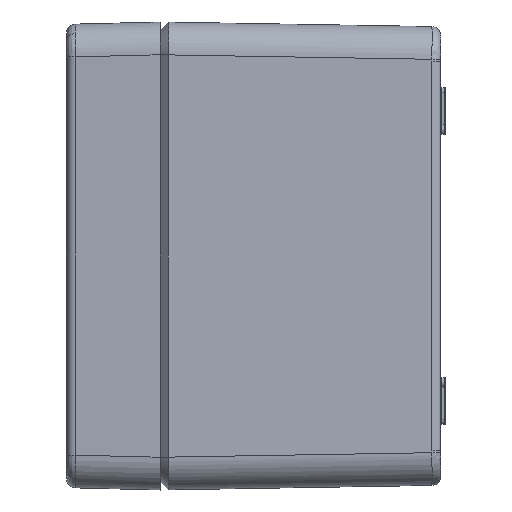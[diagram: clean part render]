
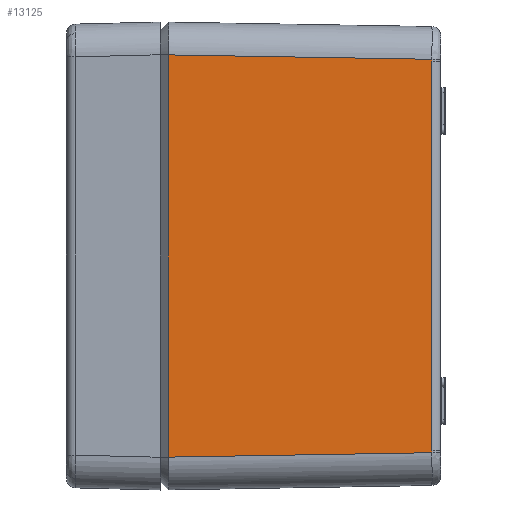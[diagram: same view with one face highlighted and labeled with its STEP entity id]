
A CAD part, left-side view. The second image highlights one B-rep face of the part: STEP entity #13125.
In plain terms, the highlighted planar face has unit normal (-1, -0.017, 0).
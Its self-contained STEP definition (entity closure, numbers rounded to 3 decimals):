
#466=B_SPLINE_CURVE_WITH_KNOTS('',3,(#37714,#37715,#37716,#37717),
 .UNSPECIFIED.,.F.,.F.,(4,4),(0.,0.),.UNSPECIFIED.);
#467=B_SPLINE_CURVE_WITH_KNOTS('',3,(#37721,#37722,#37723,#37724),
 .UNSPECIFIED.,.F.,.F.,(4,4),(0.,0.),.UNSPECIFIED.);
#1025=PLANE('',#14282);
#1584=LINE('',#37712,#2373);
#1585=LINE('',#37719,#2374);
#1586=LINE('',#37726,#2375);
#1587=LINE('',#37727,#2376);
#2373=VECTOR('',#16899,1000.);
#2374=VECTOR('',#16900,1000.);
#2375=VECTOR('',#16901,1000.);
#2376=VECTOR('',#16902,1000.);
#3649=FACE_OUTER_BOUND('',#4632,.T.);
#4632=EDGE_LOOP('',(#11001,#11002,#11003,#11004,#11005,#11006));
#6420=VERTEX_POINT('',#37710);
#6421=VERTEX_POINT('',#37711);
#6422=VERTEX_POINT('',#37713);
#6423=VERTEX_POINT('',#37718);
#6424=VERTEX_POINT('',#37720);
#6425=VERTEX_POINT('',#37725);
#8016=EDGE_CURVE('',#6420,#6421,#1584,.T.);
#8017=EDGE_CURVE('',#6421,#6422,#466,.T.);
#8018=EDGE_CURVE('',#6422,#6423,#1585,.T.);
#8019=EDGE_CURVE('',#6423,#6424,#467,.T.);
#8020=EDGE_CURVE('',#6424,#6425,#1586,.T.);
#8021=EDGE_CURVE('',#6425,#6420,#1587,.T.);
#11001=ORIENTED_EDGE('',*,*,#8016,.T.);
#11002=ORIENTED_EDGE('',*,*,#8017,.T.);
#11003=ORIENTED_EDGE('',*,*,#8018,.T.);
#11004=ORIENTED_EDGE('',*,*,#8019,.T.);
#11005=ORIENTED_EDGE('',*,*,#8020,.T.);
#11006=ORIENTED_EDGE('',*,*,#8021,.T.);
#13125=ADVANCED_FACE('',(#3649),#1025,.T.);
#14282=AXIS2_PLACEMENT_3D('',#37709,#16897,#16898);
#16897=DIRECTION('center_axis',(-1.,-0.017,
0.));
#16898=DIRECTION('ref_axis',(0.017,-1.,0.));
#16899=DIRECTION('',(0.017,-1.,0.017));
#16900=DIRECTION('',(0.,0.,1.));
#16901=DIRECTION('',(-0.017,1.,0.017));
#16902=DIRECTION('',(0.,0.,-1.));
#37709=CARTESIAN_POINT('Origin',(-100.,0.,-50.));
#37710=CARTESIAN_POINT('',(-99.97,-1.8,-42.971));
#37711=CARTESIAN_POINT('',(-99.033,-58.036,-42.034));
#37712=CARTESIAN_POINT('',(-100.002,0.117,-43.003));
#37713=CARTESIAN_POINT('',(-99.033,-58.033,-41.659));
#37714=CARTESIAN_POINT('Ctrl Pts',(-99.033,-58.036,
-42.034));
#37715=CARTESIAN_POINT('Ctrl Pts',(-99.033,-58.034,
-41.909));
#37716=CARTESIAN_POINT('Ctrl Pts',(-99.033,-58.033,
-41.784));
#37717=CARTESIAN_POINT('Ctrl Pts',(-99.033,-58.033,
-41.659));
#37718=CARTESIAN_POINT('',(-99.033,-58.033,41.659));
#37719=CARTESIAN_POINT('',(-99.033,-58.033,42.001));
#37720=CARTESIAN_POINT('',(-99.033,-58.036,42.034));
#37721=CARTESIAN_POINT('Ctrl Pts',(-99.033,-58.033,
41.659));
#37722=CARTESIAN_POINT('Ctrl Pts',(-99.033,-58.033,
41.784));
#37723=CARTESIAN_POINT('Ctrl Pts',(-99.033,-58.034,
41.909));
#37724=CARTESIAN_POINT('Ctrl Pts',(-99.033,-58.036,
42.034));
#37725=CARTESIAN_POINT('',(-99.97,-1.8,42.971));
#37726=CARTESIAN_POINT('',(-99.974,-1.549,42.975));
#37727=CARTESIAN_POINT('',(-99.97,-1.8,-50.));
